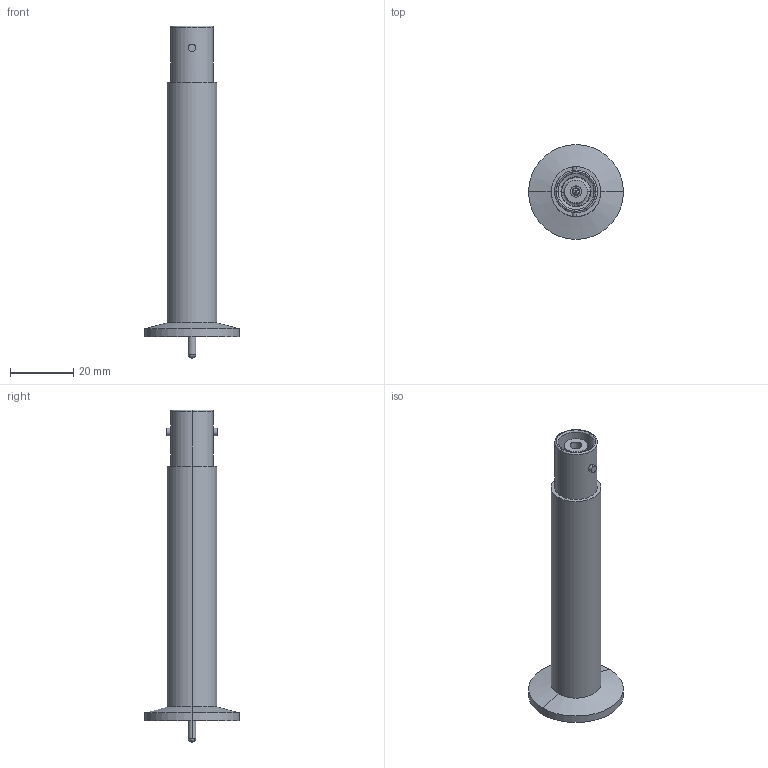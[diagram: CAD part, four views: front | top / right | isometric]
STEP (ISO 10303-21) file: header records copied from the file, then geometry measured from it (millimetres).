
FILE_DESCRIPTION (( 'STEP AP203' ), '1' );
FILE_NAME ('A2096-1-QF.STEP', '2012-07-20T15:53:35', ( '' ), ( '' ), 'SwSTEP 2.0', 'SolidWorks 2012', '' );
FILE_SCHEMA (( 'CONFIG_CONTROL_DESIGN' ));
Length unit declared in the file: inch
Products named in the file (1): A2096-1-QF
Bounding box: 29.97 x 29.97 x 104.95 mm (x, y, z)
Volume: 12601.8 mm3; surface area: 13177.3 mm2
Topology: 1 solids, 2 shells, 91 faces, 198 edges, 126 vertices
Faces by surface type: cylinder 44, plane 19, bspline 18, cone 10
Entity records: 3255 total; most frequent: CARTESIAN_POINT 1172, DIRECTION 454, ORIENTED_EDGE 396, AXIS2_PLACEMENT_3D 200, EDGE_CURVE 198, CIRCLE 126, VERTEX_POINT 126, EDGE_LOOP 108
